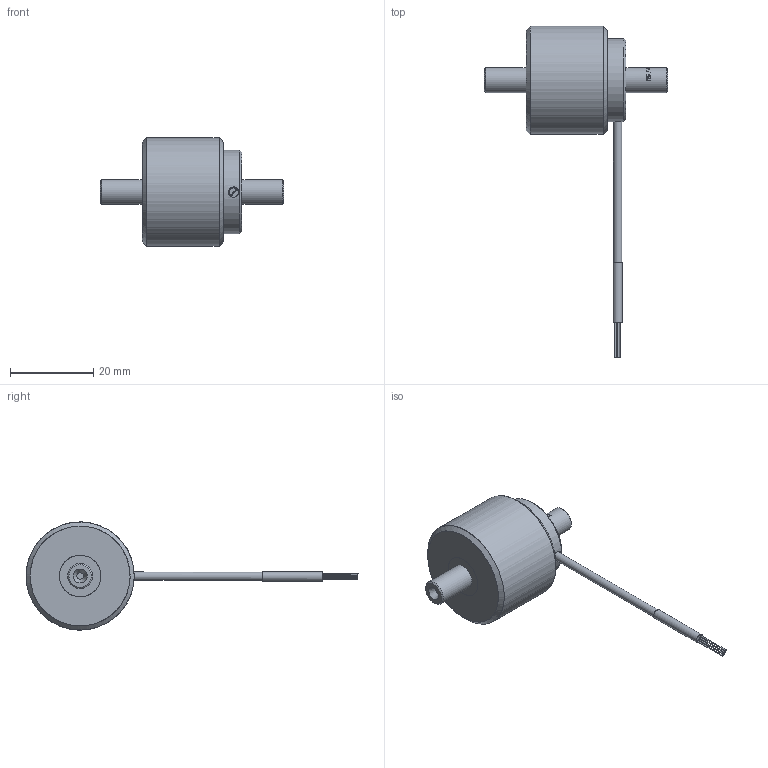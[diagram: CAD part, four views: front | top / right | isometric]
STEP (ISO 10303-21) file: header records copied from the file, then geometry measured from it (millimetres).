
FILE_DESCRIPTION (( 'STEP AP203' ), '1' );
FILE_NAME ('125-299-000-011.STEP', '2019-08-30T07:32:28', ( 'magtroladmin' ), ( 'Hewlett-Packard Company' ), 'SwSTEP 2.0', 'SolidWorks 2019', '' );
FILE_SCHEMA (( 'CONFIG_CONTROL_DESIGN' ));
Length unit declared in the file: millimetre
Products named in the file (1): 125-299-000-011
Bounding box: 44 x 79.73 x 26 mm (x, y, z)
Surface area: 8101.4 mm2 (no closed solid volume)
Topology: 0 solids, 14 shells, 68 faces, 500 edges, 451 vertices
Faces by surface type: cylinder 34, plane 20, cone 10, bspline 4
Full cylindrical faces by diameter (mm): 0.282 x4, 1.6 x2, 2 x1, 2.212 x1, 2.5 x1, 3 x1, 6 x2, 10 x4, 20 x2, 22 x1, 26 x2
Entity records: 5727 total; most frequent: CARTESIAN_POINT 2739, ORIENTED_EDGE 527, EDGE_CURVE 468, VERTEX_POINT 450, DIRECTION 373, B_SPLINE_CURVE_WITH_KNOTS 317, AXIS2_PLACEMENT_3D 157, EDGE_LOOP 128
